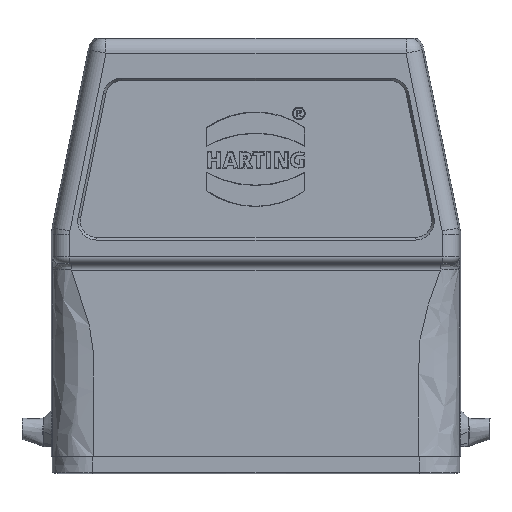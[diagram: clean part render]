
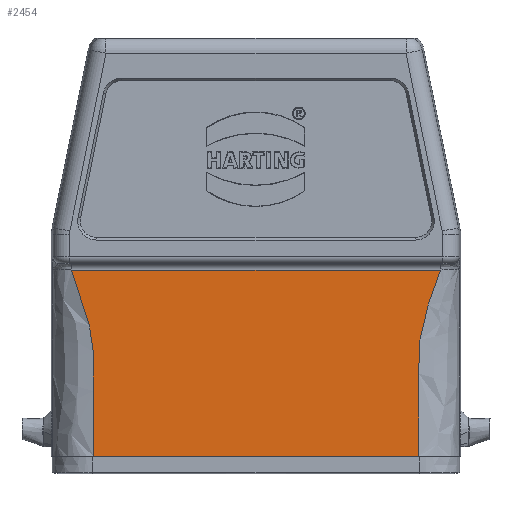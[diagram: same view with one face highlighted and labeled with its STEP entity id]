
A CAD part, front view. The second image highlights one B-rep face of the part: STEP entity #2454.
In plain terms, the highlighted planar face has unit normal (0, -1, 0).
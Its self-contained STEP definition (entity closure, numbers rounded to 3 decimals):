
#1475=(
BOUNDED_CURVE()
B_SPLINE_CURVE(3,(#15451,#15452,#15453,#15454,#15455,#15456,#15457,#15458,
#15459,#15460),.UNSPECIFIED.,.F.,.F.)
B_SPLINE_CURVE_WITH_KNOTS((4,3,3,4),(0.,0.777,0.932,
1.),.UNSPECIFIED.)
CURVE()
GEOMETRIC_REPRESENTATION_ITEM()
RATIONAL_B_SPLINE_CURVE((1.,1.,1.,1.,1.,1.,1.,1.,1.,1.))
REPRESENTATION_ITEM('')
);
#1476=(
BOUNDED_CURVE()
B_SPLINE_CURVE(3,(#15465,#15466,#15467,#15468,#15469,#15470,#15471,#15472,
#15473,#15474),.UNSPECIFIED.,.F.,.F.)
B_SPLINE_CURVE_WITH_KNOTS((4,3,3,4),(0.,0.068,0.223,
1.),.UNSPECIFIED.)
CURVE()
GEOMETRIC_REPRESENTATION_ITEM()
RATIONAL_B_SPLINE_CURVE((1.,1.,1.,1.,1.,1.,1.,1.,1.,1.))
REPRESENTATION_ITEM('')
);
#1989=PLANE('',#10717);
#2454=ADVANCED_FACE('',(#3039),#1989,.T.);
#3039=FACE_OUTER_BOUND('',#3547,.T.);
#3547=EDGE_LOOP('',(#6270,#6271,#6272,#6273));
#4317=LINE('',#15463,#5073);
#4318=LINE('',#15476,#5074);
#5073=VECTOR('',#12123,1.);
#5074=VECTOR('',#12124,1.);
#6270=ORIENTED_EDGE('',*,*,#9385,.T.);
#6271=ORIENTED_EDGE('',*,*,#9386,.T.);
#6272=ORIENTED_EDGE('',*,*,#9387,.T.);
#6273=ORIENTED_EDGE('',*,*,#9388,.T.);
#8460=VERTEX_POINT('',#15461);
#8461=VERTEX_POINT('',#15462);
#8462=VERTEX_POINT('',#15464);
#8463=VERTEX_POINT('',#15475);
#9385=EDGE_CURVE('',#8460,#8461,#1475,.T.);
#9386=EDGE_CURVE('',#8461,#8462,#4317,.T.);
#9387=EDGE_CURVE('',#8462,#8463,#1476,.T.);
#9388=EDGE_CURVE('',#8463,#8460,#4318,.T.);
#10717=AXIS2_PLACEMENT_3D('',#15477,#12125,#12126);
#12123=DIRECTION('',(-1.,0.,0.));
#12124=DIRECTION('',(1.,0.,0.));
#12125=DIRECTION('',(0.,-1.,0.));
#12126=DIRECTION('',(0.,0.,-1.));
#15451=CARTESIAN_POINT('',(24.902,-14.75,-70.8));
#15452=CARTESIAN_POINT('',(24.902,-14.75,-46.175));
#15453=CARTESIAN_POINT('',(24.902,-14.75,-21.55));
#15454=CARTESIAN_POINT('',(24.902,-14.75,3.075));
#15455=CARTESIAN_POINT('',(24.902,-14.75,8.));
#15456=CARTESIAN_POINT('',(26.769,-14.75,12.925));
#15457=CARTESIAN_POINT('',(28.636,-14.75,17.85));
#15458=CARTESIAN_POINT('',(29.455,-14.75,20.01));
#15459=CARTESIAN_POINT('',(30.274,-14.75,22.17));
#15460=CARTESIAN_POINT('',(31.093,-14.75,24.33));
#15461=CARTESIAN_POINT('',(24.902,-14.75,-11.7));
#15462=CARTESIAN_POINT('',(28.257,-14.75,16.85));
#15463=CARTESIAN_POINT('',(0.,-14.75,16.85));
#15464=CARTESIAN_POINT('',(-28.257,-14.75,16.85));
#15465=CARTESIAN_POINT('',(-31.093,-14.75,24.33));
#15466=CARTESIAN_POINT('',(-30.274,-14.75,22.17));
#15467=CARTESIAN_POINT('',(-29.455,-14.75,20.01));
#15468=CARTESIAN_POINT('',(-28.636,-14.75,17.85));
#15469=CARTESIAN_POINT('',(-26.769,-14.75,12.925));
#15470=CARTESIAN_POINT('',(-24.902,-14.75,8.));
#15471=CARTESIAN_POINT('',(-24.902,-14.75,3.075));
#15472=CARTESIAN_POINT('',(-24.902,-14.75,-21.55));
#15473=CARTESIAN_POINT('',(-24.902,-14.75,-46.175));
#15474=CARTESIAN_POINT('',(-24.902,-14.75,-70.8));
#15475=CARTESIAN_POINT('',(-24.902,-14.75,-11.7));
#15476=CARTESIAN_POINT('',(-31.35,-14.75,-11.7));
#15477=CARTESIAN_POINT('',(0.,-14.75,0.));
